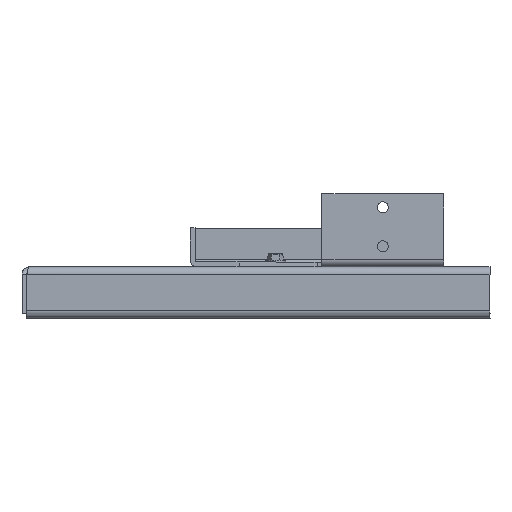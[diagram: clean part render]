
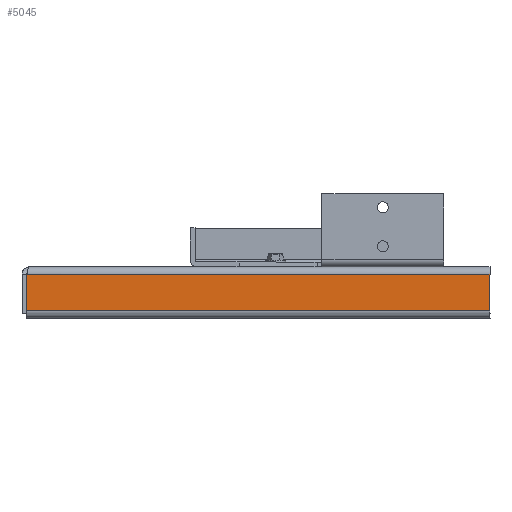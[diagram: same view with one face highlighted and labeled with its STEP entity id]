
A CAD part, top view. The second image highlights one B-rep face of the part: STEP entity #5045.
In plain terms, the highlighted planar face has unit normal (0, 0, 1).
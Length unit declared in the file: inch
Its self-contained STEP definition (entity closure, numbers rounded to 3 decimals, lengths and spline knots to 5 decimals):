
#164 = CARTESIAN_POINT ( 'NONE',  ( -7.49989, -1.1275, 0.125 ) ) ;
#182 = LINE ( 'NONE', #6166, #3166 ) ;
#198 = LINE ( 'NONE', #4161, #3984 ) ;
#239 = EDGE_LOOP ( 'NONE', ( #3529, #5067, #2715, #3717 ) ) ;
#770 = LINE ( 'NONE', #5299, #4856 ) ;
#1238 = EDGE_CURVE ( 'NONE', #2591, #3016, #182, .T. ) ;
#1358 = AXIS2_PLACEMENT_3D ( 'NONE', #3972, #5716, #1771 ) ;
#1726 = DIRECTION ( 'NONE',  ( 0., -1., 0. ) ) ;
#1771 = DIRECTION ( 'NONE',  ( -1., 0., 0. ) ) ;
#1786 = VECTOR ( 'NONE', #6053, 39.37008 ) ;
#1884 = CARTESIAN_POINT ( 'NONE',  ( -7.49989, -0.185, 0.125 ) ) ;
#1975 = PLANE ( 'NONE',  #1358 ) ;
#2241 = CARTESIAN_POINT ( 'NONE',  ( 4.375, -1.1275, 0.125 ) ) ;
#2591 = VERTEX_POINT ( 'NONE', #1884 ) ;
#2623 = EDGE_CURVE ( 'NONE', #4635, #5097, #770, .T. ) ;
#2715 = ORIENTED_EDGE ( 'NONE', *, *, #1238, .T. ) ;
#3016 = VERTEX_POINT ( 'NONE', #164 ) ;
#3125 = CARTESIAN_POINT ( 'NONE',  ( -7.49989, -1.1275, 0.125 ) ) ;
#3166 = VECTOR ( 'NONE', #1726, 39.37008 ) ;
#3529 = ORIENTED_EDGE ( 'NONE', *, *, #2623, .F. ) ;
#3717 = ORIENTED_EDGE ( 'NONE', *, *, #6059, .F. ) ;
#3786 = DIRECTION ( 'NONE',  ( 0., -1., 0. ) ) ;
#3972 = CARTESIAN_POINT ( 'NONE',  ( -25.2525, -0.125, 0.125 ) ) ;
#3984 = VECTOR ( 'NONE', #4196, 39.37008 ) ;
#4161 = CARTESIAN_POINT ( 'NONE',  ( 4.375, -0.185, 0.125 ) ) ;
#4196 = DIRECTION ( 'NONE',  ( 1., 0., 0. ) ) ;
#4513 = CARTESIAN_POINT ( 'NONE',  ( 4.375, -0.185, 0.125 ) ) ;
#4635 = VERTEX_POINT ( 'NONE', #4513 ) ;
#4856 = VECTOR ( 'NONE', #3786, 39.37008 ) ;
#5003 = LINE ( 'NONE', #3125, #1786 ) ;
#5045 = ADVANCED_FACE ( 'NONE', ( #6478 ), #1975, .T. ) ;
#5067 = ORIENTED_EDGE ( 'NONE', *, *, #6141, .F. ) ;
#5097 = VERTEX_POINT ( 'NONE', #2241 ) ;
#5299 = CARTESIAN_POINT ( 'NONE',  ( 4.375, -0.125, 0.125 ) ) ;
#5716 = DIRECTION ( 'NONE',  ( 0., 0., 1. ) ) ;
#6053 = DIRECTION ( 'NONE',  ( -1., 0., 0. ) ) ;
#6059 = EDGE_CURVE ( 'NONE', #5097, #3016, #5003, .T. ) ;
#6141 = EDGE_CURVE ( 'NONE', #2591, #4635, #198, .T. ) ;
#6166 = CARTESIAN_POINT ( 'NONE',  ( -7.49989, -0.125, 0.125 ) ) ;
#6478 = FACE_OUTER_BOUND ( 'NONE', #239, .T. ) ;
